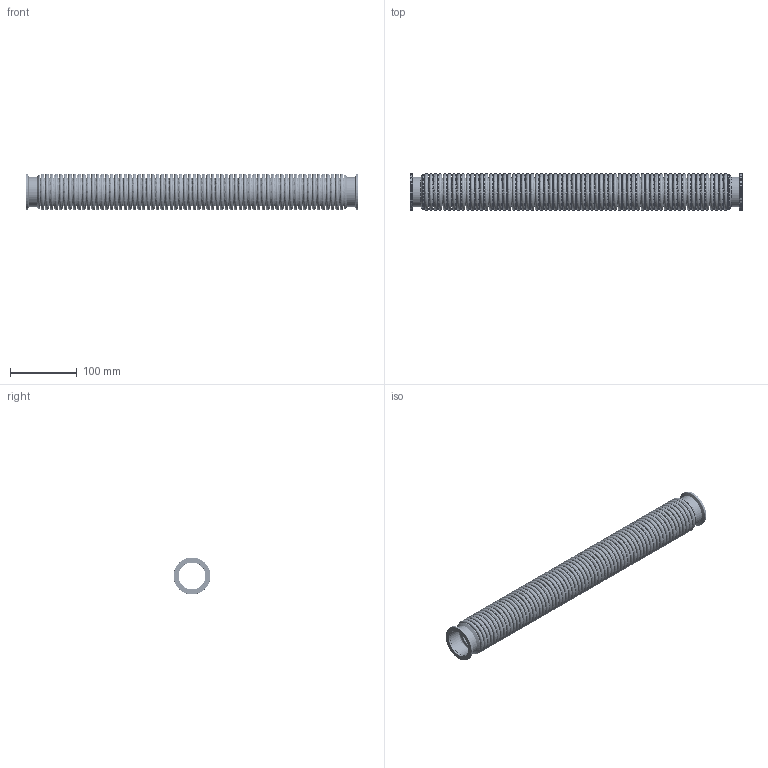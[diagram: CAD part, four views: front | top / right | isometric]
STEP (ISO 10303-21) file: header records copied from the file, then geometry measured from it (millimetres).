
FILE_DESCRIPTION (( 'STEP AP203' ), '1' );
FILE_NAME ('FULLVAC F1KF40500.STEP', '2018-07-12T10:17:33', ( '' ), ( '' ), 'SwSTEP 2.0', 'SolidWorks 2017', '' );
FILE_SCHEMA (( 'CONFIG_CONTROL_DESIGN' ));
Products named in the file (3): 2^FULLVAC F1KF40500; 1^FULLVAC F1KF40500; FULLVAC F1KF40500
Assembly tree (3 placements, depth 2):
  FULLVAC F1KF40500
    1^FULLVAC F1KF40500  x2
    2^FULLVAC F1KF40500
Bounding box: 497.6 x 55.2 x 55.19 mm (x, y, z)
Volume: 65448.4 mm3; surface area: 383824.1 mm2
Topology: 3 solids, 3 shells, 694 faces, 1528 edges, 1108 vertices
Faces by surface type: bspline 274, plane 274, cylinder 142, cone 4
Full cylindrical faces by diameter (mm): 40 x2, 41.2 x2, 44.5 x2, 51.7 x134, 55 x2
Entity records: 65283 total; most frequent: CARTESIAN_POINT 54056, ORIENTED_EDGE 2170, DIRECTION 1382, EDGE_LOOP 1360, FACE_OUTER_BOUND 1087, EDGE_CURVE 1085, VERTEX_POINT 1085, AXIS2_PLACEMENT_3D 691
